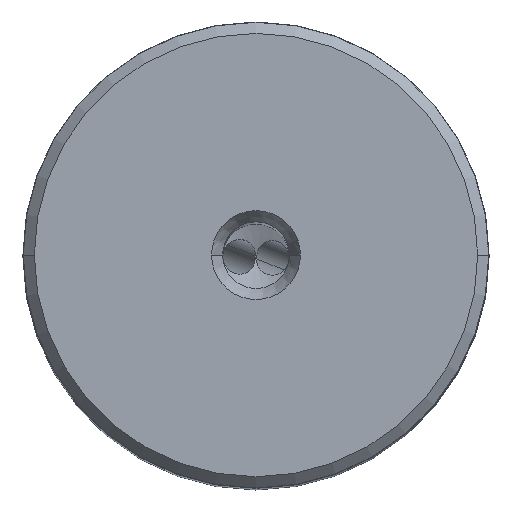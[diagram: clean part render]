
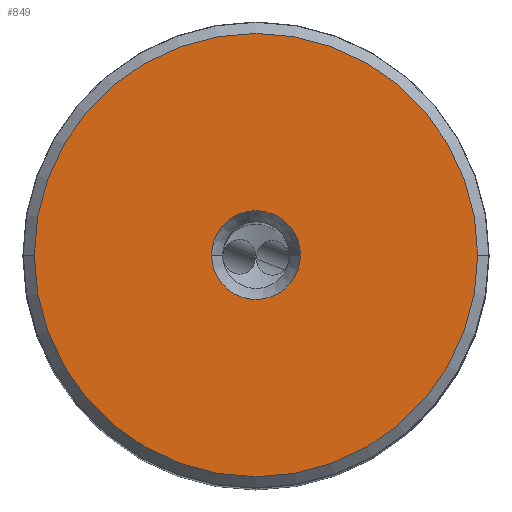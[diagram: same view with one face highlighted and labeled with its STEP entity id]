
A CAD part, top view. The second image highlights one B-rep face of the part: STEP entity #849.
In plain terms, the highlighted planar face has unit normal (0, 0, 1).
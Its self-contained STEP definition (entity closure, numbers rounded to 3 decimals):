
#98=PLANE('',#5776);
#134=FACE_BOUND('',#1487,.T.);
#135=FACE_BOUND('',#1488,.T.);
#849=ADVANCED_FACE('',(#134,#135),#98,.T.);
#1487=EDGE_LOOP('',(#2663,#2664));
#1488=EDGE_LOOP('',(#2665,#2666));
#1774=CIRCLE('',#5771,4.);
#1775=CIRCLE('',#5773,19.965);
#1776=CIRCLE('',#5774,19.965);
#1777=CIRCLE('',#5775,4.);
#2663=ORIENTED_EDGE('',*,*,#4706,.F.);
#2664=ORIENTED_EDGE('',*,*,#4707,.F.);
#2665=ORIENTED_EDGE('',*,*,#4705,.F.);
#2666=ORIENTED_EDGE('',*,*,#4708,.F.);
#4024=VERTEX_POINT('',#12267);
#4025=VERTEX_POINT('',#12269);
#4026=VERTEX_POINT('',#12273);
#4027=VERTEX_POINT('',#12274);
#4705=EDGE_CURVE('',#4025,#4024,#1774,.T.);
#4706=EDGE_CURVE('',#4026,#4027,#1775,.T.);
#4707=EDGE_CURVE('',#4027,#4026,#1776,.T.);
#4708=EDGE_CURVE('',#4024,#4025,#1777,.T.);
#5771=AXIS2_PLACEMENT_3D('',#12270,#6742,#6743);
#5773=AXIS2_PLACEMENT_3D('',#12272,#6746,#6747);
#5774=AXIS2_PLACEMENT_3D('',#12275,#6748,#6749);
#5775=AXIS2_PLACEMENT_3D('',#12276,#6750,#6751);
#5776=AXIS2_PLACEMENT_3D('',#12277,#6752,#6753);
#6742=DIRECTION('',(0.,0.,1.));
#6743=DIRECTION('',(1.,0.,0.));
#6746=DIRECTION('',(0.,0.,-1.));
#6747=DIRECTION('',(1.,0.,0.));
#6748=DIRECTION('',(0.,0.,-1.));
#6749=DIRECTION('',(-1.,0.,0.));
#6750=DIRECTION('',(0.,0.,1.));
#6751=DIRECTION('',(-1.,0.,0.));
#6752=DIRECTION('',(0.,0.,1.));
#6753=DIRECTION('',(-1.,0.,0.));
#12267=CARTESIAN_POINT('',(-4.,0.,0.));
#12269=CARTESIAN_POINT('',(4.,0.,0.));
#12270=CARTESIAN_POINT('',(0.,0.,0.));
#12272=CARTESIAN_POINT('',(0.,0.,0.));
#12273=CARTESIAN_POINT('',(19.965,0.,0.));
#12274=CARTESIAN_POINT('',(-19.965,0.,0.));
#12275=CARTESIAN_POINT('',(0.,0.,0.));
#12276=CARTESIAN_POINT('',(0.,0.,0.));
#12277=CARTESIAN_POINT('',(0.,0.,0.));
